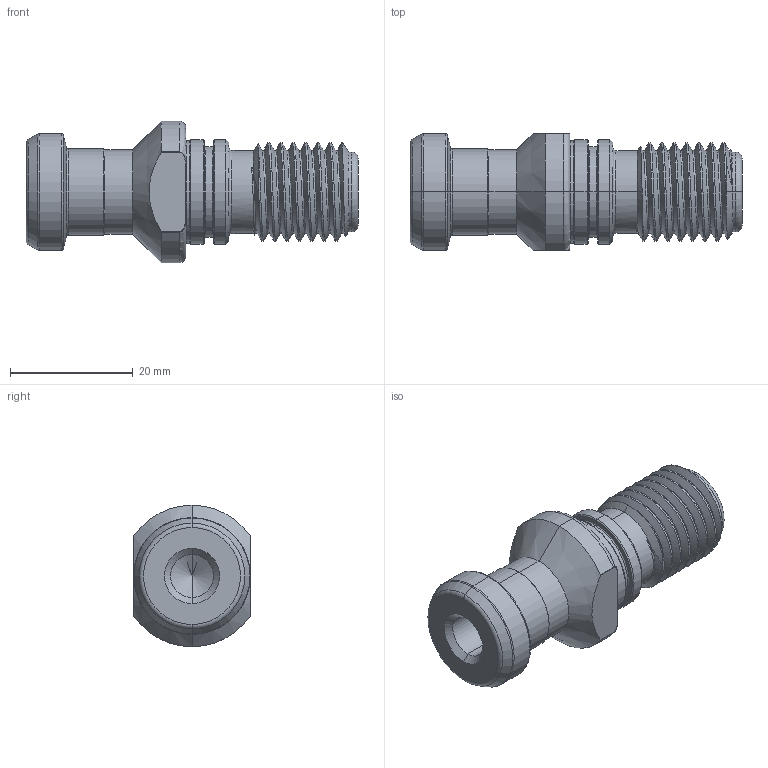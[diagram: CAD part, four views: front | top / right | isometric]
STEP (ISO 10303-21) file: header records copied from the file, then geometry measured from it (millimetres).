
FILE_DESCRIPTION (( 'STEP AP203' ), '1' );
FILE_NAME ('403.20.16.STEP', '2020-04-03T00:38:25', ( 'User' ), ( 'China' ), 'SwSTEP 2.0', 'SolidWorks 2016', '' );
FILE_SCHEMA (( 'CONFIG_CONTROL_DESIGN' ));
Length unit declared in the file: millimetre
Products named in the file (1): 403.20.16
Bounding box: 54 x 19 x 23 mm (x, y, z)
Volume: 9916.9 mm3; surface area: 4686.2 mm2
Topology: 1 solids, 1 shells, 116 faces, 265 edges, 153 vertices
Faces by surface type: cylinder 46, cone 27, torus 25, plane 11, bspline 7
Entity records: 5613 total; most frequent: CARTESIAN_POINT 3039, DIRECTION 548, ORIENTED_EDGE 522, EDGE_CURVE 261, AXIS2_PLACEMENT_3D 235, VERTEX_POINT 153, CIRCLE 125, EDGE_LOOP 122
